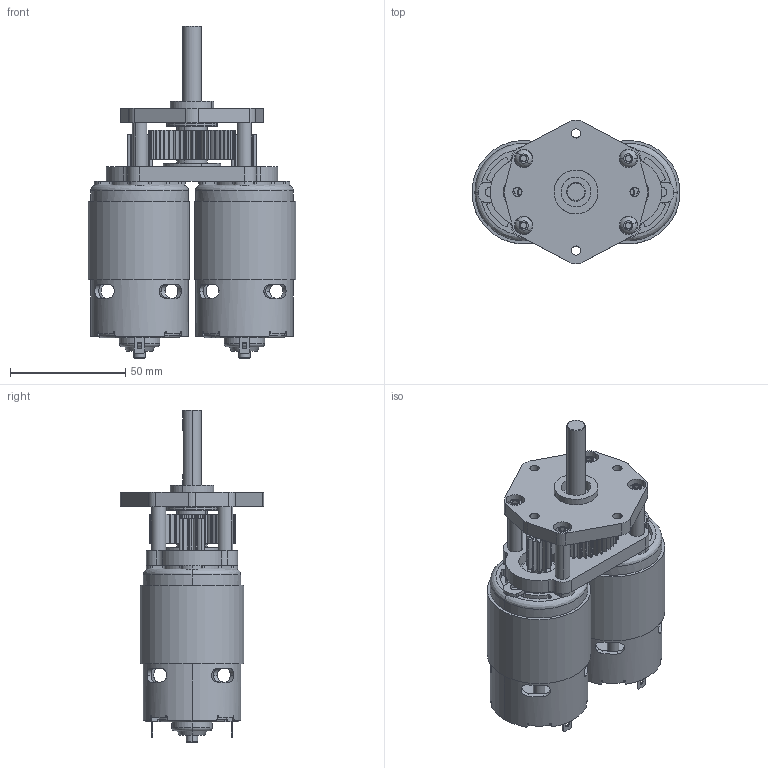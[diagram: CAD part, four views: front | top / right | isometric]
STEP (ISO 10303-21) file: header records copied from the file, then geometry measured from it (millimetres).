
FILE_DESCRIPTION (( 'STEP AP214' ), '1' );
FILE_NAME ('am-3745 DeCIMate.STEP', '2025-07-02T19:33:12', ( '' ), ( '' ), 'SwSTEP 2.0', 'SolidWorks 2024', '' );
FILE_SCHEMA (( 'AUTOMOTIVE_DESIGN' ));
Length unit declared in the file: millimetre
Products named in the file (13): .509 ID .75 OD .1875 Long Aluminum Spacer; .172 ID .25 OD .75 Long Aluminum Spacer; .375 Round Flanged Bearing; 2 775 to CIM Output Output Shaft; 775 RedLine; 2 775 to CIM Output Output Plate; BHCS M4-0.7 x 35 - McM 91239A158_91239A158; am-3745 DeCIMate; 8mm Round Bearing; 2 775 to CIM Output Motor Plate; 775 Vent Plate Spacer; 45T 32DP Gear 375 Hex Bore; 12T 32dp 775Pro Pinion Gear
Assembly tree (21 placements, depth 2):
  am-3745 DeCIMate
    2 775 to CIM Output Motor Plate
    2 775 to CIM Output Output Plate
    775 RedLine  x2
    12T 32dp 775Pro Pinion Gear  x2
    8mm Round Bearing
    775 Vent Plate Spacer  x2
    45T 32DP Gear 375 Hex Bore
    .172 ID .25 OD .75 Long Aluminum Spacer  x4
    .375 Round Flanged Bearing
    2 775 to CIM Output Output Shaft
    .509 ID .75 OD .1875 Long Aluminum Spacer
    BHCS M4-0.7 x 35 - McM 91239A158_91239A158  x4
Bounding box: 90.05 x 62.26 x 143.89 mm (x, y, z)
Volume: 150752.8 mm3; surface area: 82892.9 mm2
Topology: 21 solids, 37 shells, 1869 faces, 5030 edges, 3275 vertices
Faces by surface type: cylinder 1044, plane 418, bspline 234, cone 120, torus 37, sphere 16
Entity records: 48868 total; most frequent: CARTESIAN_POINT 17031, ORIENTED_EDGE 5490, DIRECTION 5296, EDGE_CURVE 2745, AXIS2_PLACEMENT_3D 2091, VERTEX_POINT 1797, CIRCLE 1167, EDGE_LOOP 1148
